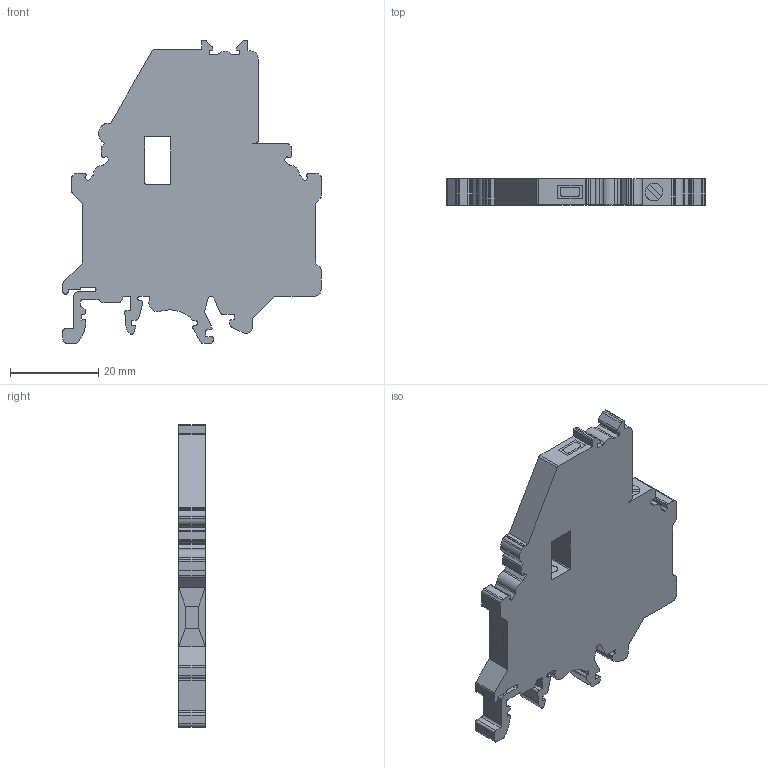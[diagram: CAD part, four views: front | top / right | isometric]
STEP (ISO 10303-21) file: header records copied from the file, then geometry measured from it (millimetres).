
FILE_DESCRIPTION(/* description */ (''),/* implementation_level */ '2;1');
FILE_NAME(/* name */ 'CF4SP.stp',/* time_stamp */ '2017-05-30T09:11:04-04:00',/* author */ ('CAD Station'),/* organization */ (''),/* preprocessor_version */ 'ST-DEVELOPER v16.1',/* originating_system */ 'Autodesk Inventor 2016',/* authorisation */ '');
FILE_SCHEMA (('AUTOMOTIVE_DESIGN { 1 0 10303 214 3 1 1 }'));
Length unit declared in the file: metre
Products named in the file (1): cf4sp
Bounding box: 58.52 x 6 x 68.68 mm (x, y, z)
Volume: 15444.5 mm3; surface area: 7370.3 mm2
Topology: 1 solids, 1 shells, 284 faces, 812 edges, 534 vertices
Faces by surface type: plane 169, cylinder 115
Full cylindrical faces by diameter (mm): 2.5 x1, 4 x1
Entity records: 9594 total; most frequent: CARTESIAN_POINT 1627, ORIENTED_EDGE 1618, DIRECTION 1612, EDGE_CURVE 809, LINE 576, VECTOR 576, VERTEX_POINT 533, AXIS2_PLACEMENT_3D 518
